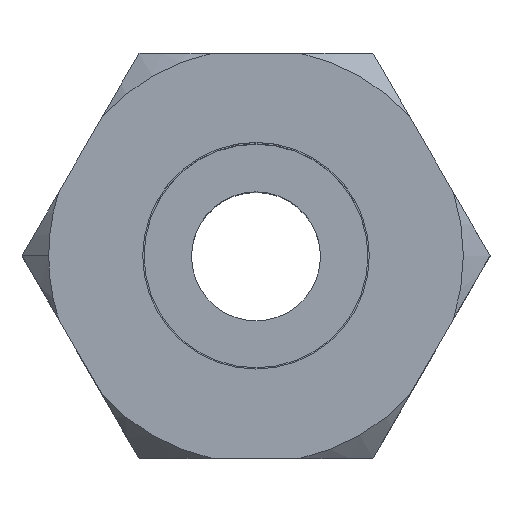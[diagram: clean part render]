
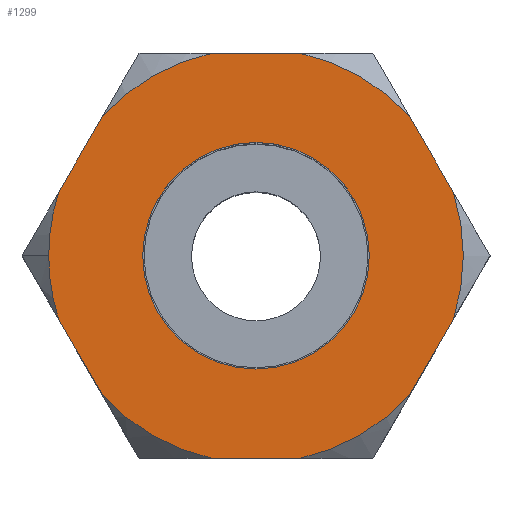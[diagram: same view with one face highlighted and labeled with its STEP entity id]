
A CAD part, top view. The second image highlights one B-rep face of the part: STEP entity #1299.
In plain terms, the highlighted planar face has unit normal (0, 0, 1).
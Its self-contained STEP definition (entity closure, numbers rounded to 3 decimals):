
#127 = VERTEX_POINT ( 'NONE', #2701 ) ;
#130 = VERTEX_POINT ( 'NONE', #2754 ) ;
#235 = CARTESIAN_POINT ( 'NONE',  ( -10.714, 3.444, 23.25 ) ) ;
#929 = EDGE_CURVE ( 'NONE', #127, #130, #1541, .T. ) ;
#962 = VERTEX_POINT ( 'NONE', #1943 ) ;
#977 = VERTEX_POINT ( 'NONE', #1779 ) ;
#982 = VERTEX_POINT ( 'NONE', #1919 ) ;
#1084 = EDGE_CURVE ( 'NONE', #982, #977, #2074, .T. ) ;
#1096 = EDGE_CURVE ( 'NONE', #962, #1097, #2032, .T. ) ;
#1097 = VERTEX_POINT ( 'NONE', #2076 ) ;
#1099 = VERTEX_POINT ( 'NONE', #2075 ) ;
#1100 = EDGE_CURVE ( 'NONE', #1101, #1099, #2081, .T. ) ;
#1101 = VERTEX_POINT ( 'NONE', #2083 ) ;
#1162 = ORIENTED_EDGE ( 'NONE', *, *, #1084, .T. ) ;
#1163 = ORIENTED_EDGE ( 'NONE', *, *, #1269, .F. ) ;
#1164 = ORIENTED_EDGE ( 'NONE', *, *, #1275, .T. ) ;
#1190 = VERTEX_POINT ( 'NONE', #2267 ) ;
#1193 = EDGE_CURVE ( 'NONE', #977, #1101, #2378, .T. ) ;
#1195 = EDGE_LOOP ( 'NONE', ( #1164, #1246, #1162, #1206, #1240, #1413, #1290, #1278, #1292, #1284, #1289, #1296, #1282 ) ) ;
#1206 = ORIENTED_EDGE ( 'NONE', *, *, #1193, .T. ) ;
#1226 = VERTEX_POINT ( 'NONE', #2277 ) ;
#1238 = EDGE_LOOP ( 'NONE', ( #1163, #1268 ) ) ;
#1240 = ORIENTED_EDGE ( 'NONE', *, *, #1100, .T. ) ;
#1246 = ORIENTED_EDGE ( 'NONE', *, *, #1250, .T. ) ;
#1250 = EDGE_CURVE ( 'NONE', #1190, #982, #2344, .T. ) ;
#1262 = CARTESIAN_POINT ( 'NONE',  ( 0., 0., 23.25 ) ) ;
#1265 = DIRECTION ( 'NONE',  ( 0., 0., 1. ) ) ;
#1268 = ORIENTED_EDGE ( 'NONE', *, *, #1096, .F. ) ;
#1269 = EDGE_CURVE ( 'NONE', #1097, #962, #2392, .T. ) ;
#1275 = EDGE_CURVE ( 'NONE', #1226, #1190, #2386, .T. ) ;
#1278 = ORIENTED_EDGE ( 'NONE', *, *, #1414, .T. ) ;
#1280 = EDGE_CURVE ( 'NONE', #1376, #1448, #2461, .T. ) ;
#1282 = ORIENTED_EDGE ( 'NONE', *, *, #1297, .T. ) ;
#1284 = ORIENTED_EDGE ( 'NONE', *, *, #1280, .T. ) ;
#1286 = EDGE_CURVE ( 'NONE', #1099, #1403, #2524, .T. ) ;
#1289 = ORIENTED_EDGE ( 'NONE', *, *, #1349, .T. ) ;
#1290 = ORIENTED_EDGE ( 'NONE', *, *, #1367, .T. ) ;
#1292 = ORIENTED_EDGE ( 'NONE', *, *, #1375, .T. ) ;
#1296 = ORIENTED_EDGE ( 'NONE', *, *, #929, .T. ) ;
#1297 = EDGE_CURVE ( 'NONE', #130, #1226, #2521, .T. ) ;
#1299 = ADVANCED_FACE ( 'NONE', ( #2479, #2478 ), #2519, .F. ) ;
#1301 = DIRECTION ( 'NONE',  ( 1., 0., 0. ) ) ;
#1349 = EDGE_CURVE ( 'NONE', #1448, #127, #2919, .T. ) ;
#1363 = VERTEX_POINT ( 'NONE', #2904 ) ;
#1367 = EDGE_CURVE ( 'NONE', #1403, #1363, #2880, .T. ) ;
#1375 = EDGE_CURVE ( 'NONE', #1409, #1376, #2949, .T. ) ;
#1376 = VERTEX_POINT ( 'NONE', #2950 ) ;
#1403 = VERTEX_POINT ( 'NONE', #3002 ) ;
#1409 = VERTEX_POINT ( 'NONE', #2974 ) ;
#1413 = ORIENTED_EDGE ( 'NONE', *, *, #1286, .T. ) ;
#1414 = EDGE_CURVE ( 'NONE', #1363, #1409, #2967, .T. ) ;
#1448 = VERTEX_POINT ( 'NONE', #235 ) ;
#1534 = CARTESIAN_POINT ( 'NONE',  ( 0., 0., 23.25 ) ) ;
#1539 = DIRECTION ( 'NONE',  ( 0., 0., 1. ) ) ;
#1540 = AXIS2_PLACEMENT_3D ( 'NONE', #1534, #1539, #1636 ) ;
#1541 = CIRCLE ( 'NONE', #1540, 11.253 ) ;
#1636 = DIRECTION ( 'NONE',  ( 1., 0., 0. ) ) ;
#1779 = CARTESIAN_POINT ( 'NONE',  ( 8.339, -7.556, 23.25 ) ) ;
#1919 = CARTESIAN_POINT ( 'NONE',  ( 2.375, -11., 23.25 ) ) ;
#1943 = CARTESIAN_POINT ( 'NONE',  ( -6.15, 0., 23.25 ) ) ;
#2032 = CIRCLE ( 'NONE', #2069, 6.15 ) ;
#2069 = AXIS2_PLACEMENT_3D ( 'NONE', #2126, #2128, #2077 ) ;
#2073 = CARTESIAN_POINT ( 'NONE',  ( 0., 0., 23.25 ) ) ;
#2074 = CIRCLE ( 'NONE', #2117, 11.253 ) ;
#2075 = CARTESIAN_POINT ( 'NONE',  ( 10.714, 3.444, 23.25 ) ) ;
#2076 = CARTESIAN_POINT ( 'NONE',  ( 6.15, 0., 23.25 ) ) ;
#2077 = DIRECTION ( 'NONE',  ( 1., 0., 0. ) ) ;
#2078 = CARTESIAN_POINT ( 'NONE',  ( 0., 0., 23.25 ) ) ;
#2079 = DIRECTION ( 'NONE',  ( 0., 0., 1. ) ) ;
#2080 = AXIS2_PLACEMENT_3D ( 'NONE', #2078, #2079, #2084 ) ;
#2081 = CIRCLE ( 'NONE', #2080, 11.253 ) ;
#2083 = CARTESIAN_POINT ( 'NONE',  ( 10.714, -3.444, 23.25 ) ) ;
#2084 = DIRECTION ( 'NONE',  ( 1., 0., 0. ) ) ;
#2115 = DIRECTION ( 'NONE',  ( 1., 0., 0. ) ) ;
#2116 = DIRECTION ( 'NONE',  ( 0., 0., 1. ) ) ;
#2117 = AXIS2_PLACEMENT_3D ( 'NONE', #2073, #2116, #2115 ) ;
#2126 = CARTESIAN_POINT ( 'NONE',  ( 0., 0., 23.25 ) ) ;
#2128 = DIRECTION ( 'NONE',  ( 0., 0., 1. ) ) ;
#2267 = CARTESIAN_POINT ( 'NONE',  ( -2.375, -11., 23.25 ) ) ;
#2277 = CARTESIAN_POINT ( 'NONE',  ( -8.339, -7.556, 23.25 ) ) ;
#2341 = DIRECTION ( 'NONE',  ( 1., 0., 0. ) ) ;
#2342 = VECTOR ( 'NONE', #2341, 1000. ) ;
#2343 = CARTESIAN_POINT ( 'NONE',  ( -6.351, -11., 23.25 ) ) ;
#2344 = LINE ( 'NONE', #2343, #2342 ) ;
#2375 = DIRECTION ( 'NONE',  ( 0.5, 0.866, 0. ) ) ;
#2376 = VECTOR ( 'NONE', #2375, 1000. ) ;
#2377 = CARTESIAN_POINT ( 'NONE',  ( 6.351, -11., 23.25 ) ) ;
#2378 = LINE ( 'NONE', #2377, #2376 ) ;
#2386 = CIRCLE ( 'NONE', #2391, 11.253 ) ;
#2391 = AXIS2_PLACEMENT_3D ( 'NONE', #1262, #1265, #1301 ) ;
#2392 = CIRCLE ( 'NONE', #2400, 6.15 ) ;
#2397 = DIRECTION ( 'NONE',  ( 1., 0., 0. ) ) ;
#2398 = DIRECTION ( 'NONE',  ( 0., 0., 1. ) ) ;
#2399 = CARTESIAN_POINT ( 'NONE',  ( 0., 0., 23.25 ) ) ;
#2400 = AXIS2_PLACEMENT_3D ( 'NONE', #2399, #2398, #2397 ) ;
#2461 = LINE ( 'NONE', #2525, #2472 ) ;
#2463 = DIRECTION ( 'NONE',  ( -0.5, 0.866, 0. ) ) ;
#2472 = VECTOR ( 'NONE', #2509, 1000. ) ;
#2478 = FACE_OUTER_BOUND ( 'NONE', #1195, .T. ) ;
#2479 = FACE_BOUND ( 'NONE', #1238, .T. ) ;
#2480 = DIRECTION ( 'NONE',  ( 0.5, -0.866, 0. ) ) ;
#2481 = VECTOR ( 'NONE', #2480, 1000. ) ;
#2509 = DIRECTION ( 'NONE',  ( -0.5, -0.866, 0. ) ) ;
#2510 = DIRECTION ( 'NONE',  ( -1., 0., 0. ) ) ;
#2516 = CARTESIAN_POINT ( 'NONE',  ( 0., 11.253, 23.25 ) ) ;
#2517 = AXIS2_PLACEMENT_3D ( 'NONE', #2516, #2518, #2510 ) ;
#2518 = DIRECTION ( 'NONE',  ( 0., 0., -1. ) ) ;
#2519 = PLANE ( 'NONE',  #2517 ) ;
#2520 = CARTESIAN_POINT ( 'NONE',  ( -12.702, 0., 23.25 ) ) ;
#2521 = LINE ( 'NONE', #2520, #2481 ) ;
#2522 = VECTOR ( 'NONE', #2463, 1000. ) ;
#2523 = CARTESIAN_POINT ( 'NONE',  ( 12.702, 0., 23.25 ) ) ;
#2524 = LINE ( 'NONE', #2523, #2522 ) ;
#2525 = CARTESIAN_POINT ( 'NONE',  ( -6.351, 11., 23.25 ) ) ;
#2701 = CARTESIAN_POINT ( 'NONE',  ( -11.253, 0., 23.25 ) ) ;
#2754 = CARTESIAN_POINT ( 'NONE',  ( -10.714, -3.444, 23.25 ) ) ;
#2880 = CIRCLE ( 'NONE', #2940, 11.253 ) ;
#2887 = CARTESIAN_POINT ( 'NONE',  ( 0., 0., 23.25 ) ) ;
#2902 = CARTESIAN_POINT ( 'NONE',  ( 0., 0., 23.25 ) ) ;
#2904 = CARTESIAN_POINT ( 'NONE',  ( 2.375, 11., 23.25 ) ) ;
#2906 = DIRECTION ( 'NONE',  ( 1., 0., 0. ) ) ;
#2907 = DIRECTION ( 'NONE',  ( 0., 0., 1. ) ) ;
#2911 = DIRECTION ( 'NONE',  ( 0., 0., 1. ) ) ;
#2916 = DIRECTION ( 'NONE',  ( 1., 0., 0. ) ) ;
#2918 = AXIS2_PLACEMENT_3D ( 'NONE', #2887, #2911, #2916 ) ;
#2919 = CIRCLE ( 'NONE', #2918, 11.253 ) ;
#2940 = AXIS2_PLACEMENT_3D ( 'NONE', #2902, #2907, #2906 ) ;
#2946 = DIRECTION ( 'NONE',  ( 1., 0., 0. ) ) ;
#2947 = DIRECTION ( 'NONE',  ( 0., 0., 1. ) ) ;
#2948 = AXIS2_PLACEMENT_3D ( 'NONE', #2956, #2947, #2946 ) ;
#2949 = CIRCLE ( 'NONE', #2948, 11.253 ) ;
#2950 = CARTESIAN_POINT ( 'NONE',  ( -8.339, 7.556, 23.25 ) ) ;
#2956 = CARTESIAN_POINT ( 'NONE',  ( 0., 0., 23.25 ) ) ;
#2964 = DIRECTION ( 'NONE',  ( -1., 0., 0. ) ) ;
#2965 = VECTOR ( 'NONE', #2964, 1000. ) ;
#2966 = CARTESIAN_POINT ( 'NONE',  ( 6.351, 11., 23.25 ) ) ;
#2967 = LINE ( 'NONE', #2966, #2965 ) ;
#2974 = CARTESIAN_POINT ( 'NONE',  ( -2.375, 11., 23.25 ) ) ;
#3002 = CARTESIAN_POINT ( 'NONE',  ( 8.339, 7.556, 23.25 ) ) ;
